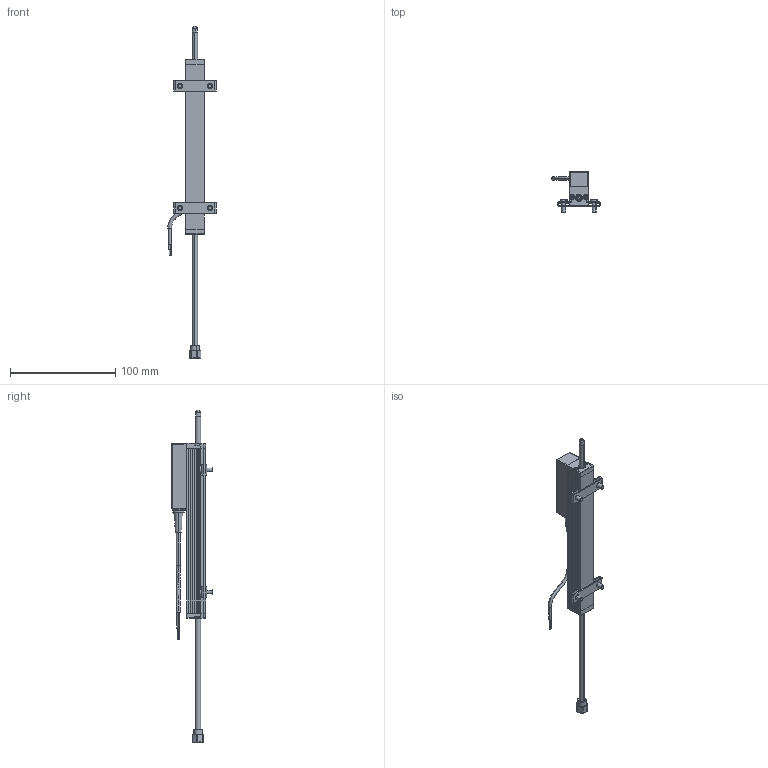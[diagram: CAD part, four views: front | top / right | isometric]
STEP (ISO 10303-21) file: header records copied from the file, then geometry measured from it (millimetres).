
FILE_DESCRIPTION (( 'STEP AP214' ), '1' );
FILE_NAME ('TE1-0100-102-411-202_eingefahren.STEP', '2014-02-25T08:32:26', ( 'dummy' ), ( 'Hewlett-Packard Company' ), 'SwSTEP 2.0', 'SolidWorks 2013', '' );
FILE_SCHEMA (( 'AUTOMOTIVE_DESIGN' ));
Length unit declared in the file: millimetre
Products named in the file (1): TE1-0100-102-411-202_eingefahren
Bounding box: 45.9 x 38.85 x 315.2 mm (x, y, z)
Surface area: 28913.3 mm2 (no closed solid volume)
Topology: 0 solids, 33 shells, 493 faces, 1575 edges, 1073 vertices
Faces by surface type: plane 229, cylinder 187, cone 46, torus 14, sphere 10, bspline 7
Entity records: 23014 total; most frequent: CARTESIAN_POINT 3836, DIRECTION 3092, ORIENTED_EDGE 2381, EDGE_CURVE 1571, AXIS2_PLACEMENT_3D 1111, VERTEX_POINT 1073, VECTOR 870, LINE 870
